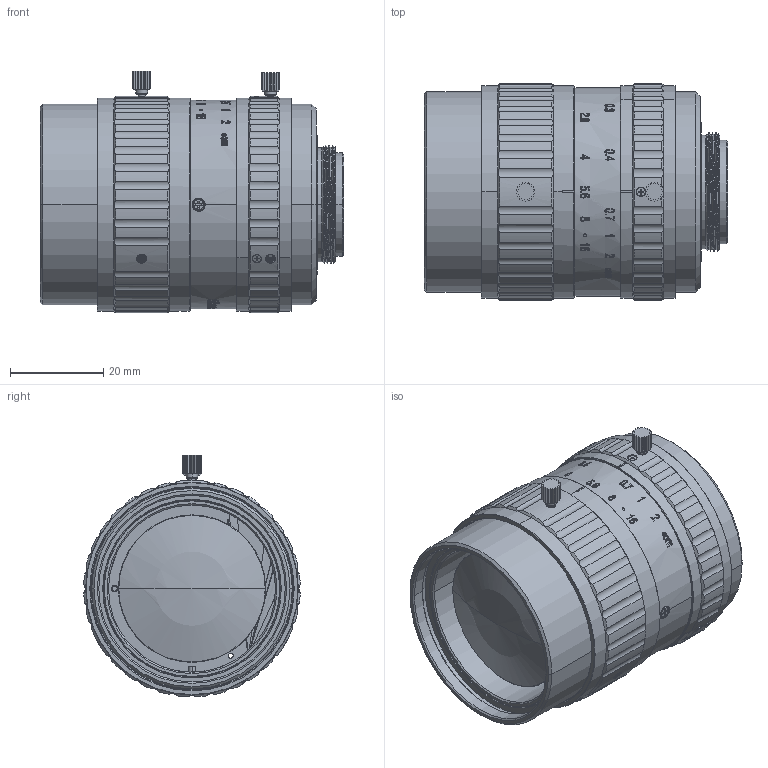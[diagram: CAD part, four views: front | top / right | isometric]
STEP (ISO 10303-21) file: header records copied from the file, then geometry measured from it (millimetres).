
FILE_DESCRIPTION(('FreeCAD Model'),'2;1');
FILE_NAME('Open CASCADE Shape Model','2025-01-21T16:24:33',('Author'),( ''),'Open CASCADE STEP processor 7.8','FreeCAD','Unknown');
FILE_SCHEMA(('AUTOMOTIVE_DESIGN { 1 0 10303 214 1 1 1 1 }'));
Length unit declared in the file: millimetre
Products named in the file (20): VA-LCM-25MP-50MM-F2.8-110; MSBR-64; MSBR-63; MSBR-62; MSBR-60; MSBR-59; MSBR-58; MSBR-51; MSBR-50; MSBR-49; MSBR-48; MSBR-47; MSBR-46; MSBR-44; MSBR-13; MSBR-6; MSBR-5; MSBR-4; MSBR-2; MSBR-1
Assembly tree (19 placements, depth 2):
  VA-LCM-25MP-50MM-F2.8-110
    MSBR-64
    MSBR-63
    MSBR-62
    MSBR-60
    MSBR-59
    MSBR-58
    MSBR-51
    MSBR-50
    MSBR-49
    MSBR-48
    MSBR-47
    MSBR-46
    MSBR-44
    MSBR-13
    MSBR-6
    MSBR-5
    MSBR-4
    MSBR-2
    MSBR-1
Bounding box: 64.97 x 46.37 x 51.78 mm (x, y, z)
Volume: 34315.4 mm3; surface area: 41278 mm2
Topology: 19 solids, 19 shells, 1795 faces, 4965 edges, 3295 vertices
Faces by surface type: bspline 564, cylinder 549, plane 418, cone 204, torus 30, extrusion 22, sphere 8
Entity records: 102663 total; most frequent: CARTESIAN_POINT 60603, ORIENTED_EDGE 9914, DIRECTION 6622, EDGE_CURVE 4957, VERTEX_POINT 3295, AXIS2_PLACEMENT_3D 2339, FACE_BOUND 1956, EDGE_LOOP 1956
